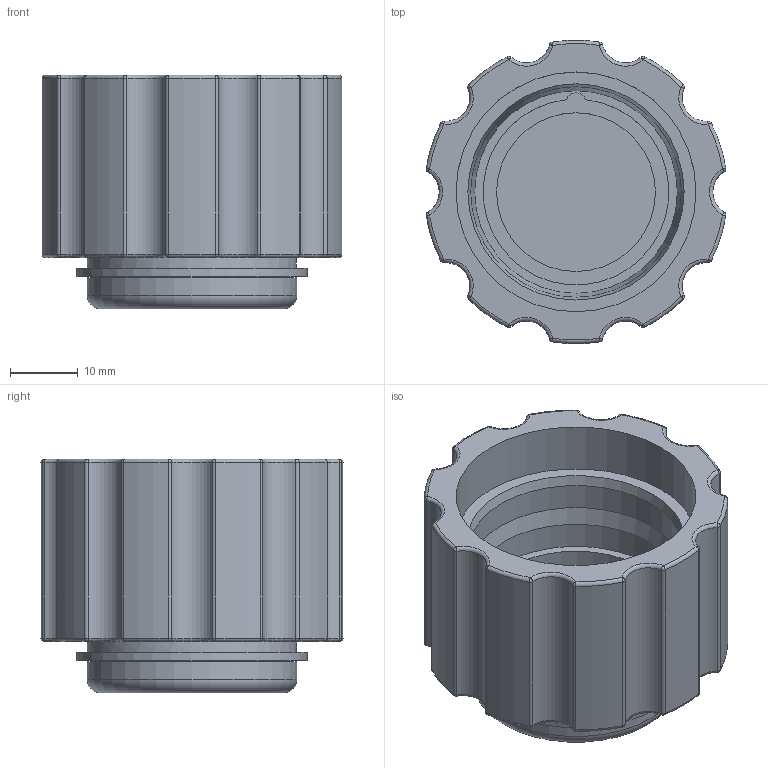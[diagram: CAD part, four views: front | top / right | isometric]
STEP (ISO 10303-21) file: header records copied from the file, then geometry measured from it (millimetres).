
FILE_DESCRIPTION(/* description */ (''),/* implementation_level */ '2;1');
FILE_NAME(/* name */ 'TrustLink API Optical Female pressure cap.stp',/* time_stamp */ '2015-11-11T14:08:20+01:00',/* author */ ('sh'),/* organization */ (''),/* preprocessor_version */ 'ST-DEVELOPER v15.2',/* originating_system */ 'Autodesk Inventor 2014',/* authorisation */ '');
FILE_SCHEMA (('AUTOMOTIVE_DESIGN { 1 0 10303 214 3 1 1 }'));
Length unit declared in the file: millimetre
Products named in the file (1): TrustLink API Optical female pressure cap
Bounding box: 44.36 x 44.84 x 34.6 mm (x, y, z)
Volume: 23827 mm3; surface area: 11017.5 mm2
Topology: 1 solids, 1 shells, 151 faces, 339 edges, 158 vertices
Faces by surface type: cylinder 53, torus 41, sphere 40, plane 15, cone 2
Full cylindrical faces by diameter (mm): 23.5 x1, 29.2 x1, 30 x1, 31 x2, 31.2 x1, 34.2 x1, 35.5 x1
Entity records: 3963 total; most frequent: DIRECTION 820, CARTESIAN_POINT 592, ORIENTED_EDGE 570, AXIS2_PLACEMENT_3D 383, EDGE_CURVE 285, CIRCLE 231, EDGE_LOOP 170, VERTEX_POINT 155
